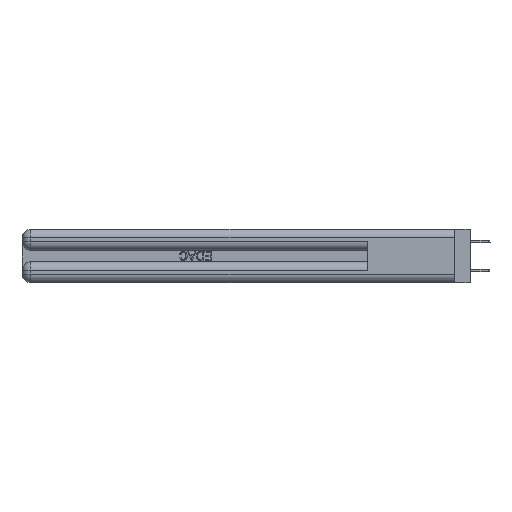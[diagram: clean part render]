
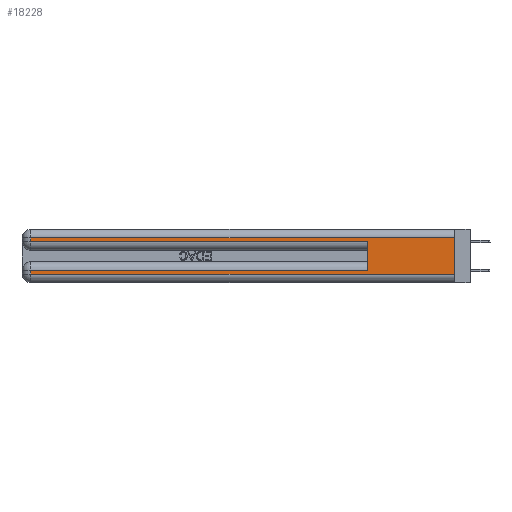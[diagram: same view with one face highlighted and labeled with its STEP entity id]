
A CAD part, left-side view. The second image highlights one B-rep face of the part: STEP entity #18228.
In plain terms, the highlighted planar face has unit normal (-1, 0, 0).
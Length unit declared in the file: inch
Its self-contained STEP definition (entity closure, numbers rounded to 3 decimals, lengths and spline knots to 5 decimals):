
#6 = LINE ( 'NONE', #25240, #44748 ) ;
#661 = VECTOR ( 'NONE', #27447, 39.37008 ) ;
#1192 = AXIS2_PLACEMENT_3D ( 'NONE', #29793, #43872, #15502 ) ;
#1421 = FACE_OUTER_BOUND ( 'NONE', #32932, .T. ) ;
#1712 = VECTOR ( 'NONE', #38323, 39.37008 ) ;
#1982 = ORIENTED_EDGE ( 'NONE', *, *, #18178, .T. ) ;
#3078 = LINE ( 'NONE', #7544, #25133 ) ;
#3142 = CARTESIAN_POINT ( 'NONE',  ( 0., 0., 0.37 ) ) ;
#3562 = EDGE_CURVE ( 'NONE', #13098, #8199, #16788, .T. ) ;
#4667 = ORIENTED_EDGE ( 'NONE', *, *, #7418, .T. ) ;
#6766 = DIRECTION ( 'NONE',  ( 0., 1., 0. ) ) ;
#6890 = VERTEX_POINT ( 'NONE', #29216 ) ;
#7418 = EDGE_CURVE ( 'NONE', #6890, #43802, #27085, .T. ) ;
#7544 = CARTESIAN_POINT ( 'NONE',  ( 0., 2.94, 0.37 ) ) ;
#8199 = VERTEX_POINT ( 'NONE', #26166 ) ;
#9181 = ORIENTED_EDGE ( 'NONE', *, *, #13347, .T. ) ;
#11723 = CARTESIAN_POINT ( 'NONE',  ( 0., 0.6, 0.285 ) ) ;
#11879 = CARTESIAN_POINT ( 'NONE',  ( 0., 0., 0.06 ) ) ;
#11951 = VERTEX_POINT ( 'NONE', #11879 ) ;
#12305 = PLANE ( 'NONE',  #1192 ) ;
#12994 = CARTESIAN_POINT ( 'NONE',  ( 0., 0., 0.285 ) ) ;
#13098 = VERTEX_POINT ( 'NONE', #26095 ) ;
#13347 = EDGE_CURVE ( 'NONE', #42370, #21587, #17632, .T. ) ;
#15502 = DIRECTION ( 'NONE',  ( 0., 0., -1. ) ) ;
#15776 = LINE ( 'NONE', #29629, #36117 ) ;
#15788 = DIRECTION ( 'NONE',  ( 0., -1., 0. ) ) ;
#16788 = LINE ( 'NONE', #34490, #25067 ) ;
#17192 = EDGE_CURVE ( 'NONE', #8199, #6890, #6, .T. ) ;
#17632 = LINE ( 'NONE', #21902, #1712 ) ;
#18178 = EDGE_CURVE ( 'NONE', #21587, #35370, #3078, .T. ) ;
#18228 = ADVANCED_FACE ( 'NONE', ( #1421 ), #12305, .F. ) ;
#18511 = CARTESIAN_POINT ( 'NONE',  ( 0., 2.94, 0.06 ) ) ;
#19193 = LINE ( 'NONE', #43282, #40916 ) ;
#20251 = EDGE_CURVE ( 'NONE', #42370, #43802, #15776, .T. ) ;
#20682 = DIRECTION ( 'NONE',  ( 0., 0., -1. ) ) ;
#21587 = VERTEX_POINT ( 'NONE', #44205 ) ;
#21902 = CARTESIAN_POINT ( 'NONE',  ( 0., 0., 0.085 ) ) ;
#22442 = EDGE_CURVE ( 'NONE', #13098, #11951, #41512, .T. ) ;
#23687 = DIRECTION ( 'NONE',  ( 0., -1., 0. ) ) ;
#25067 = VECTOR ( 'NONE', #6766, 39.37008 ) ;
#25133 = VECTOR ( 'NONE', #34418, 39.37008 ) ;
#25240 = CARTESIAN_POINT ( 'NONE',  ( 0., 2.94, 0.37 ) ) ;
#26095 = CARTESIAN_POINT ( 'NONE',  ( 0., 0., 0.31 ) ) ;
#26166 = CARTESIAN_POINT ( 'NONE',  ( 0., 2.94, 0.31 ) ) ;
#26753 = ORIENTED_EDGE ( 'NONE', *, *, #22442, .F. ) ;
#27085 = LINE ( 'NONE', #12994, #34207 ) ;
#27447 = DIRECTION ( 'NONE',  ( 0., 0., -1. ) ) ;
#29216 = CARTESIAN_POINT ( 'NONE',  ( 0., 2.94, 0.285 ) ) ;
#29629 = CARTESIAN_POINT ( 'NONE',  ( 0., 0.6, 0.145 ) ) ;
#29793 = CARTESIAN_POINT ( 'NONE',  ( 0., 0., 0.37 ) ) ;
#30071 = DIRECTION ( 'NONE',  ( 0., 0., 1. ) ) ;
#32932 = EDGE_LOOP ( 'NONE', ( #26753, #39411, #33419, #4667, #33526, #9181, #1982, #40091 ) ) ;
#33419 = ORIENTED_EDGE ( 'NONE', *, *, #17192, .T. ) ;
#33526 = ORIENTED_EDGE ( 'NONE', *, *, #20251, .F. ) ;
#34207 = VECTOR ( 'NONE', #23687, 39.37008 ) ;
#34418 = DIRECTION ( 'NONE',  ( 0., 0., -1. ) ) ;
#34490 = CARTESIAN_POINT ( 'NONE',  ( 0., 0., 0.31 ) ) ;
#35370 = VERTEX_POINT ( 'NONE', #18511 ) ;
#35961 = CARTESIAN_POINT ( 'NONE',  ( 0., 0.6, 0.085 ) ) ;
#36117 = VECTOR ( 'NONE', #30071, 39.37008 ) ;
#38323 = DIRECTION ( 'NONE',  ( 0., 1., 0. ) ) ;
#39411 = ORIENTED_EDGE ( 'NONE', *, *, #3562, .T. ) ;
#40091 = ORIENTED_EDGE ( 'NONE', *, *, #44726, .T. ) ;
#40916 = VECTOR ( 'NONE', #15788, 39.37008 ) ;
#41512 = LINE ( 'NONE', #3142, #661 ) ;
#42370 = VERTEX_POINT ( 'NONE', #35961 ) ;
#43282 = CARTESIAN_POINT ( 'NONE',  ( 0., 0., 0.06 ) ) ;
#43802 = VERTEX_POINT ( 'NONE', #11723 ) ;
#43872 = DIRECTION ( 'NONE',  ( 1., 0., 0. ) ) ;
#44205 = CARTESIAN_POINT ( 'NONE',  ( 0., 2.94, 0.085 ) ) ;
#44726 = EDGE_CURVE ( 'NONE', #35370, #11951, #19193, .T. ) ;
#44748 = VECTOR ( 'NONE', #20682, 39.37008 ) ;
